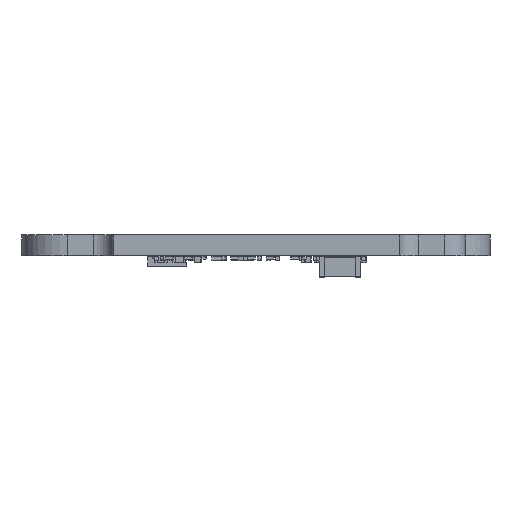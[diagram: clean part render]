
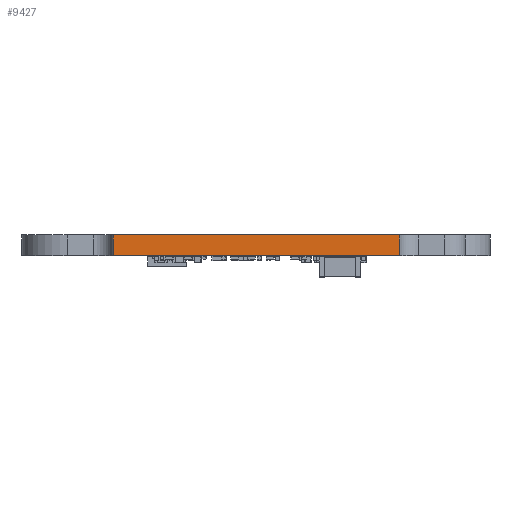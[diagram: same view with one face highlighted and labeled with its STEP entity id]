
A CAD part, left-side view. The second image highlights one B-rep face of the part: STEP entity #9427.
In plain terms, the highlighted planar face has unit normal (1, 0, 0).
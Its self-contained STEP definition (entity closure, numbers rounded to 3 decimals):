
#9367 = EDGE_CURVE('',#9368,#9370,#9372,.T.);
#9368 = VERTEX_POINT('',#9369);
#9369 = CARTESIAN_POINT('',(147.85,363.95,0.));
#9370 = VERTEX_POINT('',#9371);
#9371 = CARTESIAN_POINT('',(147.85,363.95,1.6));
#9372 = LINE('',#9373,#9374);
#9373 = CARTESIAN_POINT('',(147.85,363.95,0.));
#9374 = VECTOR('',#9375,1.);
#9375 = DIRECTION('',(0.,0.,1.));
#9427 = ADVANCED_FACE('',(#9428),#9453,.F.);
#9428 = FACE_BOUND('',#9429,.F.);
#9429 = EDGE_LOOP('',(#9430,#9440,#9446,#9447));
#9430 = ORIENTED_EDGE('',*,*,#9431,.T.);
#9431 = EDGE_CURVE('',#9432,#9434,#9436,.T.);
#9432 = VERTEX_POINT('',#9433);
#9433 = CARTESIAN_POINT('',(147.85,341.95,0.));
#9434 = VERTEX_POINT('',#9435);
#9435 = CARTESIAN_POINT('',(147.85,341.95,1.6));
#9436 = LINE('',#9437,#9438);
#9437 = CARTESIAN_POINT('',(147.85,341.95,0.));
#9438 = VECTOR('',#9439,1.);
#9439 = DIRECTION('',(0.,0.,1.));
#9440 = ORIENTED_EDGE('',*,*,#9441,.T.);
#9441 = EDGE_CURVE('',#9434,#9370,#9442,.T.);
#9442 = LINE('',#9443,#9444);
#9443 = CARTESIAN_POINT('',(147.85,341.95,1.6));
#9444 = VECTOR('',#9445,1.);
#9445 = DIRECTION('',(0.,1.,0.));
#9446 = ORIENTED_EDGE('',*,*,#9367,.F.);
#9447 = ORIENTED_EDGE('',*,*,#9448,.F.);
#9448 = EDGE_CURVE('',#9432,#9368,#9449,.T.);
#9449 = LINE('',#9450,#9451);
#9450 = CARTESIAN_POINT('',(147.85,341.95,0.));
#9451 = VECTOR('',#9452,1.);
#9452 = DIRECTION('',(0.,1.,0.));
#9453 = PLANE('',#9454);
#9454 = AXIS2_PLACEMENT_3D('',#9455,#9456,#9457);
#9455 = CARTESIAN_POINT('',(147.85,341.95,0.));
#9456 = DIRECTION('',(-1.,0.,0.));
#9457 = DIRECTION('',(0.,1.,0.));
